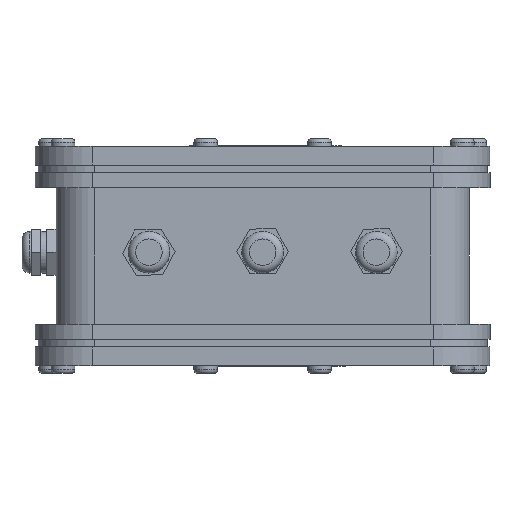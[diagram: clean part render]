
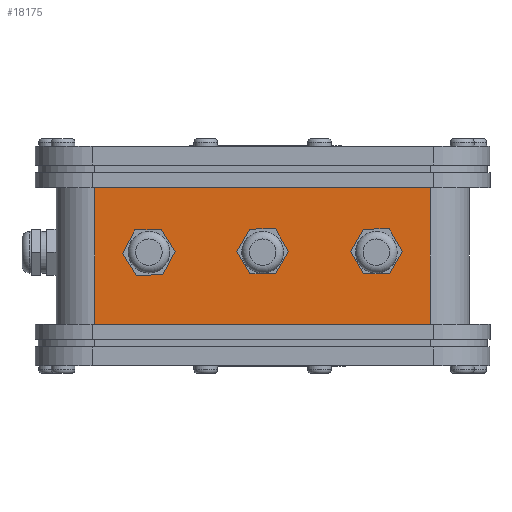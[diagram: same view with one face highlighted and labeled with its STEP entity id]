
A CAD part, front view. The second image highlights one B-rep face of the part: STEP entity #18175.
In plain terms, the highlighted planar face has unit normal (0, -1, 0).
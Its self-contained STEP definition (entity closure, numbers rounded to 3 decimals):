
#518=FACE_BOUND($,#3268,.T.);
#519=FACE_BOUND($,#3269,.T.);
#520=FACE_BOUND($,#3270,.T.);
#521=FACE_BOUND($,#3271,.T.);
#1133=PLANE($,#19178);
#3268=EDGE_LOOP($,(#16126,#16127,#16128,#16129,#16130,#16131));
#3269=EDGE_LOOP($,(#16132,#16133,#16134,#16135,#16136,#16137));
#3270=EDGE_LOOP($,(#16138,#16139,#16140,#16141,#16142,#16143));
#3271=EDGE_LOOP($,(#16144,#16145,#16146,#16147));
#4473=LINE($,#28815,#6507);
#4477=LINE($,#28823,#6511);
#4480=LINE($,#28829,#6514);
#4483=LINE($,#28835,#6517);
#4486=LINE($,#28841,#6520);
#4489=LINE($,#28846,#6523);
#4491=LINE($,#28852,#6525);
#4495=LINE($,#28860,#6529);
#4498=LINE($,#28866,#6532);
#4501=LINE($,#28872,#6535);
#4504=LINE($,#28878,#6538);
#4507=LINE($,#28883,#6541);
#4509=LINE($,#28889,#6543);
#4513=LINE($,#28897,#6547);
#4516=LINE($,#28903,#6550);
#4519=LINE($,#28909,#6553);
#4522=LINE($,#28915,#6556);
#4525=LINE($,#28920,#6559);
#4621=LINE($,#29177,#6655);
#5085=LINE($,#30235,#7119);
#5086=LINE($,#30238,#7120);
#5087=LINE($,#30239,#7121);
#6507=VECTOR($,#21258,13.697);
#6511=VECTOR($,#21264,13.697);
#6514=VECTOR($,#21269,13.697);
#6517=VECTOR($,#21274,13.697);
#6520=VECTOR($,#21279,13.697);
#6523=VECTOR($,#21284,13.697);
#6525=VECTOR($,#21290,13.631);
#6529=VECTOR($,#21296,13.631);
#6532=VECTOR($,#21301,13.631);
#6535=VECTOR($,#21306,13.631);
#6538=VECTOR($,#21311,13.631);
#6541=VECTOR($,#21316,13.631);
#6543=VECTOR($,#21322,13.888);
#6547=VECTOR($,#21328,13.888);
#6550=VECTOR($,#21333,13.888);
#6553=VECTOR($,#21338,13.888);
#6556=VECTOR($,#21343,13.888);
#6559=VECTOR($,#21348,13.888);
#6655=VECTOR($,#21590,177.);
#7119=VECTOR($,#22554,72.);
#7120=VECTOR($,#22557,177.);
#7121=VECTOR($,#22558,72.);
#8819=VERTEX_POINT($,#28813);
#8820=VERTEX_POINT($,#28814);
#8823=VERTEX_POINT($,#28822);
#8825=VERTEX_POINT($,#28828);
#8827=VERTEX_POINT($,#28834);
#8829=VERTEX_POINT($,#28840);
#8831=VERTEX_POINT($,#28850);
#8832=VERTEX_POINT($,#28851);
#8835=VERTEX_POINT($,#28859);
#8837=VERTEX_POINT($,#28865);
#8839=VERTEX_POINT($,#28871);
#8841=VERTEX_POINT($,#28877);
#8843=VERTEX_POINT($,#28887);
#8844=VERTEX_POINT($,#28888);
#8847=VERTEX_POINT($,#28896);
#8849=VERTEX_POINT($,#28902);
#8851=VERTEX_POINT($,#28908);
#8853=VERTEX_POINT($,#28914);
#8941=VERTEX_POINT($,#29174);
#8942=VERTEX_POINT($,#29176);
#9278=VERTEX_POINT($,#30233);
#9279=VERTEX_POINT($,#30237);
#10965=EDGE_CURVE($,#8819,#8820,#4473,.T.);
#10969=EDGE_CURVE($,#8820,#8823,#4477,.T.);
#10972=EDGE_CURVE($,#8823,#8825,#4480,.T.);
#10975=EDGE_CURVE($,#8825,#8827,#4483,.T.);
#10978=EDGE_CURVE($,#8827,#8829,#4486,.T.);
#10981=EDGE_CURVE($,#8829,#8819,#4489,.T.);
#10983=EDGE_CURVE($,#8831,#8832,#4491,.T.);
#10987=EDGE_CURVE($,#8832,#8835,#4495,.T.);
#10990=EDGE_CURVE($,#8835,#8837,#4498,.T.);
#10993=EDGE_CURVE($,#8837,#8839,#4501,.T.);
#10996=EDGE_CURVE($,#8839,#8841,#4504,.T.);
#10999=EDGE_CURVE($,#8841,#8831,#4507,.T.);
#11001=EDGE_CURVE($,#8843,#8844,#4509,.T.);
#11005=EDGE_CURVE($,#8844,#8847,#4513,.T.);
#11008=EDGE_CURVE($,#8847,#8849,#4516,.T.);
#11011=EDGE_CURVE($,#8849,#8851,#4519,.T.);
#11014=EDGE_CURVE($,#8851,#8853,#4522,.T.);
#11017=EDGE_CURVE($,#8853,#8843,#4525,.T.);
#11137=EDGE_CURVE($,#8942,#8941,#4621,.T.);
#11639=EDGE_CURVE($,#9278,#8942,#5085,.T.);
#11640=EDGE_CURVE($,#9278,#9279,#5086,.T.);
#11641=EDGE_CURVE($,#9279,#8941,#5087,.T.);
#16126=ORIENTED_EDGE($,*,*,#10965,.T.);
#16127=ORIENTED_EDGE($,*,*,#10969,.T.);
#16128=ORIENTED_EDGE($,*,*,#10972,.T.);
#16129=ORIENTED_EDGE($,*,*,#10975,.T.);
#16130=ORIENTED_EDGE($,*,*,#10978,.T.);
#16131=ORIENTED_EDGE($,*,*,#10981,.T.);
#16132=ORIENTED_EDGE($,*,*,#10983,.T.);
#16133=ORIENTED_EDGE($,*,*,#10987,.T.);
#16134=ORIENTED_EDGE($,*,*,#10990,.T.);
#16135=ORIENTED_EDGE($,*,*,#10993,.T.);
#16136=ORIENTED_EDGE($,*,*,#10996,.T.);
#16137=ORIENTED_EDGE($,*,*,#10999,.T.);
#16138=ORIENTED_EDGE($,*,*,#11001,.T.);
#16139=ORIENTED_EDGE($,*,*,#11005,.T.);
#16140=ORIENTED_EDGE($,*,*,#11008,.T.);
#16141=ORIENTED_EDGE($,*,*,#11011,.T.);
#16142=ORIENTED_EDGE($,*,*,#11014,.T.);
#16143=ORIENTED_EDGE($,*,*,#11017,.T.);
#16144=ORIENTED_EDGE($,*,*,#11640,.F.);
#16145=ORIENTED_EDGE($,*,*,#11639,.T.);
#16146=ORIENTED_EDGE($,*,*,#11137,.T.);
#16147=ORIENTED_EDGE($,*,*,#11641,.F.);
#18175=ADVANCED_FACE($,(#518,#519,#520,#521),#1133,.T.);
#19178=AXIS2_PLACEMENT_3D($,#30236,#22555,#22556);
#21258=DIRECTION($,(0.503,0.,-0.864));
#21264=DIRECTION($,(-0.497,0.,-0.868));
#21269=DIRECTION($,(-1.,0.,-0.003));
#21274=DIRECTION($,(-0.503,0.,0.864));
#21279=DIRECTION($,(0.497,0.,0.868));
#21284=DIRECTION($,(1.,0.,0.003));
#21290=DIRECTION($,(0.505,0.,-0.863));
#21296=DIRECTION($,(-0.495,0.,-0.869));
#21301=DIRECTION($,(-1.,0.,-0.005));
#21306=DIRECTION($,(-0.505,0.,0.863));
#21311=DIRECTION($,(0.495,0.,0.869));
#21316=DIRECTION($,(1.,0.,0.005));
#21322=DIRECTION($,(0.531,0.,-0.847));
#21328=DIRECTION($,(-0.468,0.,-0.884));
#21333=DIRECTION($,(-0.999,0.,-0.036));
#21338=DIRECTION($,(-0.531,0.,0.847));
#21343=DIRECTION($,(0.468,0.,0.884));
#21348=DIRECTION($,(0.999,0.,0.036));
#21590=DIRECTION($,(1.,0.,0.));
#22554=DIRECTION($,(0.,0.,-1.));
#22555=DIRECTION('center_axis',(0.,-1.,0.));
#22556=DIRECTION('ref_axis',(-1.,0.,0.));
#22557=DIRECTION($,(1.,0.,0.));
#22558=DIRECTION($,(0.,0.,-1.));
#28813=CARTESIAN_POINT('',(66.896,-109.011,-30.724));
#28814=CARTESIAN_POINT('',(73.782,-109.011,-42.565));
#28815=CARTESIAN_POINT($,(68.349,-109.011,-33.221));
#28822=CARTESIAN_POINT('',(66.97,-109.011,-54.448));
#28823=CARTESIAN_POINT($,(79.437,-109.011,-32.7));
#28828=CARTESIAN_POINT('',(53.273,-109.011,-54.491));
#28829=CARTESIAN_POINT($,(70.957,-109.011,-54.436));
#28834=CARTESIAN_POINT('',(46.388,-109.011,-42.65));
#28835=CARTESIAN_POINT($,(44.397,-109.011,-39.227));
#28840=CARTESIAN_POINT('',(53.199,-109.011,-30.767));
#28841=CARTESIAN_POINT($,(62.26,-109.011,-14.96));
#28846=CARTESIAN_POINT($,(77.732,-109.011,-30.69));
#28850=CARTESIAN_POINT('',(6.753,-109.011,-30.694));
#28851=CARTESIAN_POINT('',(13.631,-109.011,-42.463));
#28852=CARTESIAN_POINT($,(15.873,-109.011,-46.3));
#28859=CARTESIAN_POINT('',(6.878,-109.011,-54.303));
#28860=CARTESIAN_POINT($,(26.641,-109.011,-19.648));
#28865=CARTESIAN_POINT('',(-6.753,-109.011,-54.376));
#28866=CARTESIAN_POINT($,(40.993,-109.011,-54.122));
#28871=CARTESIAN_POINT('',(-13.631,-109.011,-42.608));
#28872=CARTESIAN_POINT($,(-7.949,-109.011,-52.329));
#28877=CARTESIAN_POINT('',(-6.878,-109.011,-30.767));
#28878=CARTESIAN_POINT($,(9.508,-109.011,-2.032));
#28883=CARTESIAN_POINT($,(47.683,-109.011,-30.476));
#28887=CARTESIAN_POINT('',(-53.554,-109.011,-30.767));
#28888=CARTESIAN_POINT('',(-46.18,-109.011,-42.535));
#28889=CARTESIAN_POINT($,(-34.736,-109.011,-60.796));
#28896=CARTESIAN_POINT('',(-52.684,-109.011,-54.806));
#28897=CARTESIAN_POINT($,(-27.723,-109.011,-7.716));
#28902=CARTESIAN_POINT('',(-66.563,-109.011,-55.309));
#28903=CARTESIAN_POINT($,(11.705,-109.011,-52.474));
#28908=CARTESIAN_POINT('',(-73.937,-109.011,-43.54));
#28909=CARTESIAN_POINT($,(-58.807,-109.011,-67.685));
#28914=CARTESIAN_POINT('',(-67.433,-109.011,-31.269));
#28915=CARTESIAN_POINT($,(-45.725,-109.011,9.685));
#28920=CARTESIAN_POINT($,(17.773,-109.011,-28.184));
#29174=CARTESIAN_POINT('',(88.5,-109.011,-81.));
#29176=CARTESIAN_POINT('',(-88.5,-109.011,-81.));
#29177=CARTESIAN_POINT($,(44.25,-109.011,-81.));
#30233=CARTESIAN_POINT('',(-88.5,-109.011,-9.));
#30235=CARTESIAN_POINT($,(-88.5,-109.011,-9.));
#30236=CARTESIAN_POINT('Origin',(88.5,-109.011,-9.));
#30237=CARTESIAN_POINT('',(88.5,-109.011,-9.));
#30238=CARTESIAN_POINT($,(44.25,-109.011,-9.));
#30239=CARTESIAN_POINT($,(88.5,-109.011,-9.));
